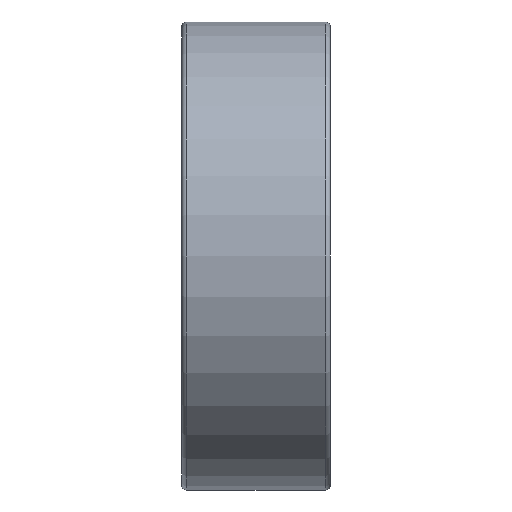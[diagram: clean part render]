
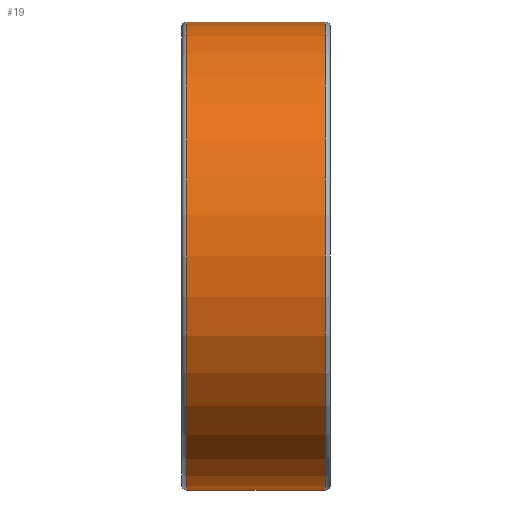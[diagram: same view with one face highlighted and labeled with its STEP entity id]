
A CAD part, front view. The second image highlights one B-rep face of the part: STEP entity #19.
In plain terms, the highlighted cylindrical face has radius 11 mm (diameter 22 mm), a partial arc.
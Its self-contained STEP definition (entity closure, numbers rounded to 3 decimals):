
#1 = DIRECTION ( 'NONE',  ( 1., 0., 0. ) ) ;
#5 = ORIENTED_EDGE ( 'NONE', *, *, #92, .T. ) ;
#9 = VECTOR ( 'NONE', #441, 1000. ) ;
#19 = ADVANCED_FACE ( 'NONE', ( #525 ), #239, .T. ) ;
#21 = EDGE_CURVE ( 'NONE', #415, #74, #469, .T. ) ;
#74 = VERTEX_POINT ( 'NONE', #598 ) ;
#78 = VERTEX_POINT ( 'NONE', #453 ) ;
#92 = EDGE_CURVE ( 'NONE', #74, #78, #151, .T. ) ;
#107 = VERTEX_POINT ( 'NONE', #197 ) ;
#119 = DIRECTION ( 'NONE',  ( -1., 0., 0. ) ) ;
#146 = DIRECTION ( 'NONE',  ( 0., 0., -1. ) ) ;
#151 = CIRCLE ( 'NONE', #592, 11. ) ;
#197 = CARTESIAN_POINT ( 'NONE',  ( 3.25, 0., -11. ) ) ;
#222 = AXIS2_PLACEMENT_3D ( 'NONE', #224, #334, #431 ) ;
#224 = CARTESIAN_POINT ( 'NONE',  ( 3.25, 0., 0. ) ) ;
#239 = CYLINDRICAL_SURFACE ( 'NONE', #351, 11. ) ;
#242 = CARTESIAN_POINT ( 'NONE',  ( -31.668, 0., 0. ) ) ;
#248 = ORIENTED_EDGE ( 'NONE', *, *, #21, .T. ) ;
#275 = ORIENTED_EDGE ( 'NONE', *, *, #434, .T. ) ;
#321 = CARTESIAN_POINT ( 'NONE',  ( -31.668, 0., -11. ) ) ;
#334 = DIRECTION ( 'NONE',  ( -1., 0., 0. ) ) ;
#351 = AXIS2_PLACEMENT_3D ( 'NONE', #242, #438, #645 ) ;
#368 = EDGE_CURVE ( 'NONE', #107, #78, #610, .T. ) ;
#392 = ORIENTED_EDGE ( 'NONE', *, *, #368, .F. ) ;
#415 = VERTEX_POINT ( 'NONE', #593 ) ;
#431 = DIRECTION ( 'NONE',  ( 0., 0., 1. ) ) ;
#434 = EDGE_CURVE ( 'NONE', #107, #415, #444, .T. ) ;
#438 = DIRECTION ( 'NONE',  ( -1., 0., 0. ) ) ;
#441 = DIRECTION ( 'NONE',  ( -1., 0., 0. ) ) ;
#444 = CIRCLE ( 'NONE', #222, 11. ) ;
#453 = CARTESIAN_POINT ( 'NONE',  ( -3.25, 0., -11. ) ) ;
#469 = LINE ( 'NONE', #549, #9 ) ;
#514 = CARTESIAN_POINT ( 'NONE',  ( -3.25, 0., 0. ) ) ;
#525 = FACE_OUTER_BOUND ( 'NONE', #653, .T. ) ;
#549 = CARTESIAN_POINT ( 'NONE',  ( -31.668, 0., 11. ) ) ;
#592 = AXIS2_PLACEMENT_3D ( 'NONE', #514, #1, #146 ) ;
#593 = CARTESIAN_POINT ( 'NONE',  ( 3.25, 0., 11. ) ) ;
#598 = CARTESIAN_POINT ( 'NONE',  ( -3.25, 0., 11. ) ) ;
#610 = LINE ( 'NONE', #321, #654 ) ;
#645 = DIRECTION ( 'NONE',  ( 0., 0., 1. ) ) ;
#653 = EDGE_LOOP ( 'NONE', ( #392, #275, #248, #5 ) ) ;
#654 = VECTOR ( 'NONE', #119, 1000. ) ;
